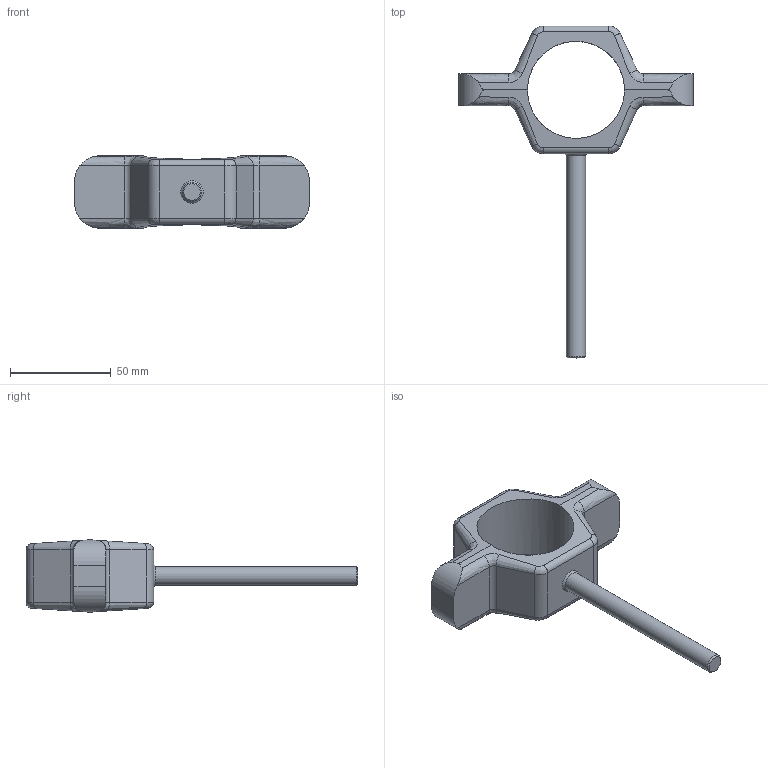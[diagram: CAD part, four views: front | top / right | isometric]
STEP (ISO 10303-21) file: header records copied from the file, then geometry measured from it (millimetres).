
FILE_DESCRIPTION (( 'STEP AP214' ), '1' );
FILE_NAME ('PHH6R1.5P304AN.STEP', '2021-03-25T13:05:15', ( '' ), ( '' ), 'SwSTEP 2.0', 'SolidWorks 2013', '' );
FILE_SCHEMA (( 'AUTOMOTIVE_DESIGN' ));
Length unit declared in the file: millimetre
Products named in the file (1): PHH6R1.5P304AN
Bounding box: 116.84 x 165.1 x 35.97 mm (x, y, z)
Volume: 88033 mm3; surface area: 22584.8 mm2
Topology: 1 solids, 1 shells, 69 faces, 170 edges, 102 vertices
Faces by surface type: bspline 32, cylinder 18, plane 17, cone 2
Full cylindrical faces by diameter (mm): 9.525 x1, 48.26 x1
Entity records: 4815 total; most frequent: CARTESIAN_POINT 2702, ORIENTED_EDGE 328, DIRECTION 200, EDGE_CURVE 164, VERTEX_POINT 100, AXIS2_PLACEMENT_3D 82, EDGE_LOOP 74, UNCERTAINTY_MEASURE_WITH_UNIT 72
